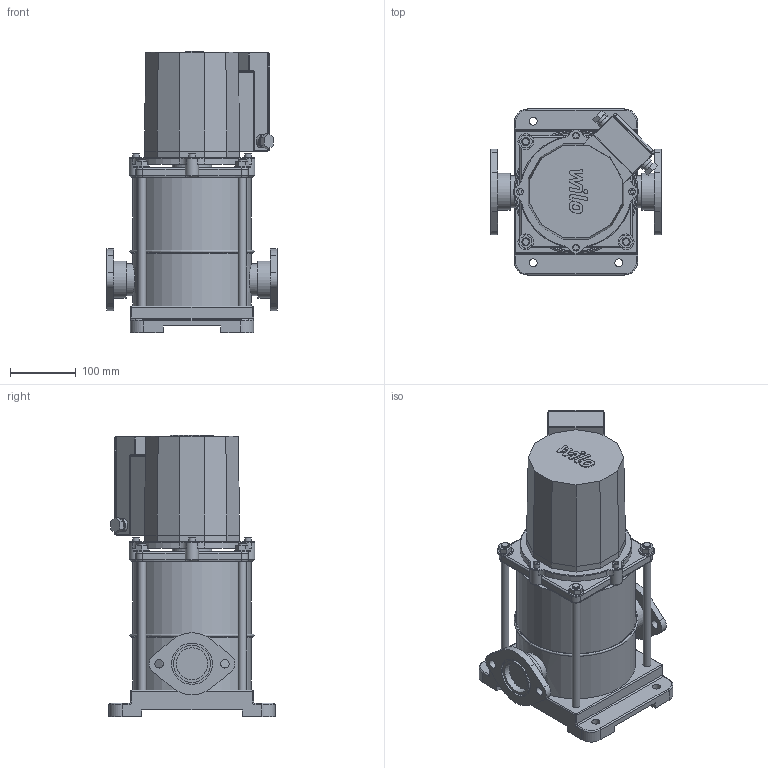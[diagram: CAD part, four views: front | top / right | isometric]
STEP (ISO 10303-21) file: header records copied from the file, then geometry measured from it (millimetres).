
FILE_DESCRIPTION(/* description */ (''),/* implementation_level */ '2;1');
FILE_NAME(/* name */ '3d_MVIS802-2009051.stp',/* time_stamp */ '2017-09-20T13:35:41+02:00',/* author */ ('Andrzej'),/* organization */ (''),/* preprocessor_version */ 'ST-DEVELOPER v16.13',/* originating_system */ 'AutoCAD Mechanical',/* authorisation */ '');
FILE_SCHEMA (('AUTOMOTIVE_DESIGN { 1 0 10303 214 3 1 1 }'));
Length unit declared in the file: millimetre
Products named in the file (1): Product
Bounding box: 258 x 252 x 426.2 mm (x, y, z)
Volume: 10844598.9 mm3; surface area: 698385.3 mm2
Topology: 16 solids, 16 shells, 465 faces, 1093 edges, 666 vertices
Faces by surface type: plane 230, cylinder 141, torus 41, bspline 28, sphere 16, cone 9
Full cylindrical faces by diameter (mm): 10 x4, 12 x12, 13 x4, 16 x2, 20 x6, 24 x4, 48.3 x4, 56.3 x4, 60 x1, 62.3 x2, 165 x1, 180 x3
Entity records: 13749 total; most frequent: CARTESIAN_POINT 3349, DIRECTION 2154, ORIENTED_EDGE 2012, EDGE_CURVE 1005, AXIS2_PLACEMENT_3D 777, VERTEX_POINT 658, LINE 600, VECTOR 600
